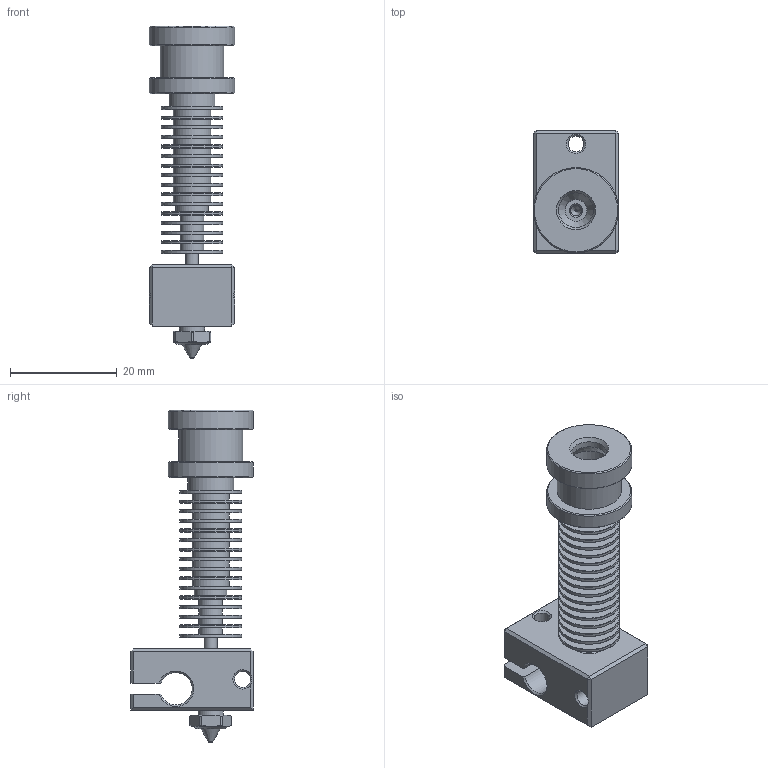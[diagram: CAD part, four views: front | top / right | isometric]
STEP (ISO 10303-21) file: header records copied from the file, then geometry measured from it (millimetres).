
FILE_DESCRIPTION(/* description */ ('Unknown'),/* implementation_level */ '2;1');
FILE_NAME(/* name */ 'MINI',/* time_stamp */ '2021-04-29T23:23:08+08:00',/* author */ ('Unknown'),/* organization */ ('Unknown'),/* preprocessor_version */ 'ST-DEVELOPER v16.7',/* originating_system */ 'DEX',/* authorisation */ $);
FILE_SCHEMA (('AUTOMOTIVE_DESIGN {1 0 10303 214 3 1 1}'));
Length unit declared in the file: millimetre
Products named in the file (6): MINI; MINI-SR; V6R-JRQ-2.4; V6R-HG-2.4; 驗; 热电偶鍋跺姞鐑潡
Assembly tree (5 placements, depth 2):
  MINI
    MINI-SR
    V6R-JRQ-2.4
    V6R-HG-2.4
    驗
    热电偶鍋跺姞鐑潡
Bounding box: 16 x 23 x 62.3 mm (x, y, z)
Volume: 6343.5 mm3; surface area: 7871.4 mm2
Topology: 5 solids, 5 shells, 218 faces, 463 edges, 291 vertices
Faces by surface type: plane 85, cone 68, cylinder 60, bspline 4, torus 1
Full cylindrical faces by diameter (mm): 0.4 x1, 2 x3, 2.4 x3, 3 x2, 3.05 x1, 3.2 x1, 4.1 x1, 4.4 x4, 4.7 x1, 6 x1, 6.1 x1, 6.5 x1, 7 x10, 8.4 x1, 8.6 x1, 11.6 x16, 12 x1, 16 x2
Entity records: 10272 total; most frequent: CARTESIAN_POINT 5662, DIRECTION 914, ORIENTED_EDGE 660, AXIS2_PLACEMENT_3D 413, EDGE_LOOP 377, FACE_BOUND 377, EDGE_CURVE 330, VERTEX_POINT 263
